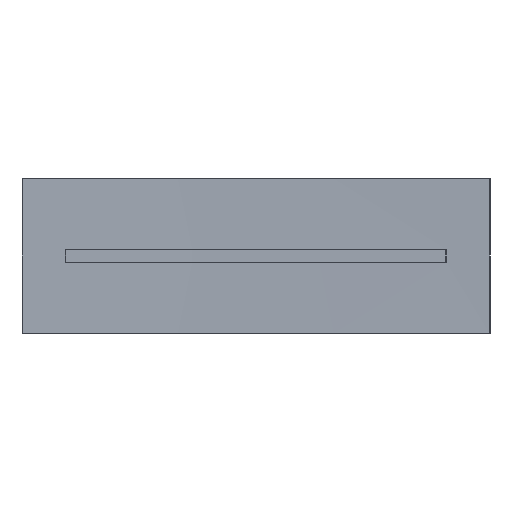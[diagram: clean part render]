
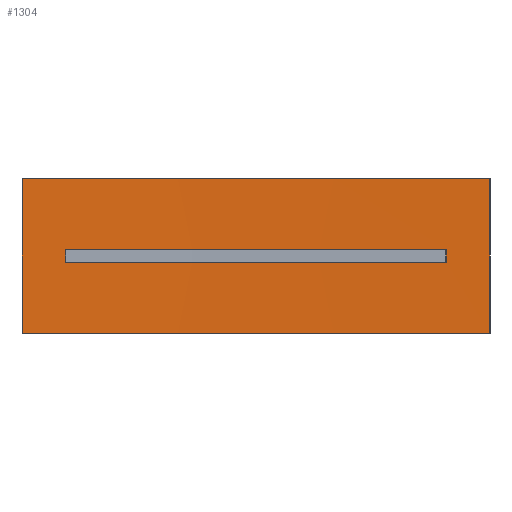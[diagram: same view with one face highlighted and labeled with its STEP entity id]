
A CAD part, front view. The second image highlights one B-rep face of the part: STEP entity #1304.
In plain terms, the highlighted cylindrical face has radius 1200 mm (diameter 2400 mm), a partial arc.
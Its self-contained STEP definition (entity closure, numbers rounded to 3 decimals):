
#49 = EDGE_LOOP ( 'NONE', ( #1277, #920, #1462, #1380 ) ) ;
#52 = EDGE_CURVE ( 'NONE', #498, #1367, #1209, .T. ) ;
#93 = EDGE_CURVE ( 'NONE', #537, #1195, #1180, .T. ) ;
#209 = VERTEX_POINT ( 'NONE', #478 ) ;
#235 = VERTEX_POINT ( 'NONE', #1072 ) ;
#284 = DIRECTION ( 'NONE',  ( 0., 0., -1. ) ) ;
#285 = CARTESIAN_POINT ( 'NONE',  ( -25., -0.26, 11.25 ) ) ;
#301 = CARTESIAN_POINT ( 'NONE',  ( -30.65, -0.391, 10.15 ) ) ;
#303 = EDGE_CURVE ( 'NONE', #209, #1285, #1074, .T. ) ;
#347 = EDGE_CURVE ( 'NONE', #498, #235, #1031, .T. ) ;
#363 = CARTESIAN_POINT ( 'NONE',  ( 30.65, -0.391, 10.15 ) ) ;
#367 = DIRECTION ( 'NONE',  ( 0., 0., -1. ) ) ;
#392 = CARTESIAN_POINT ( 'NONE',  ( 0., -1200., -10.15 ) ) ;
#393 = DIRECTION ( 'NONE',  ( -1., 0., 0. ) ) ;
#394 = DIRECTION ( 'NONE',  ( 0., 0., -1. ) ) ;
#442 = AXIS2_PLACEMENT_3D ( 'NONE', #617, #619, #609 ) ;
#463 = CARTESIAN_POINT ( 'NONE',  ( -25., -0.26, 0.85 ) ) ;
#476 = EDGE_CURVE ( 'NONE', #1285, #1195, #922, .T. ) ;
#478 = CARTESIAN_POINT ( 'NONE',  ( 25., -0.26, 0.85 ) ) ;
#495 = EDGE_CURVE ( 'NONE', #1367, #1295, #774, .T. ) ;
#498 = VERTEX_POINT ( 'NONE', #301 ) ;
#523 = CARTESIAN_POINT ( 'NONE',  ( 25., -0.26, 11.25 ) ) ;
#528 = CARTESIAN_POINT ( 'NONE',  ( -25., -0.26, -0.85 ) ) ;
#535 = ORIENTED_EDGE ( 'NONE', *, *, #476, .F. ) ;
#537 = VERTEX_POINT ( 'NONE', #901 ) ;
#608 = CARTESIAN_POINT ( 'NONE',  ( 30.65, -0.391, -10.15 ) ) ;
#609 = DIRECTION ( 'NONE',  ( -1., 0., 0. ) ) ;
#617 = CARTESIAN_POINT ( 'NONE',  ( 0., -1200., 10.15 ) ) ;
#619 = DIRECTION ( 'NONE',  ( 0., 0., -1. ) ) ;
#640 = CARTESIAN_POINT ( 'NONE',  ( 0., -1200., -0.85 ) ) ;
#665 = DIRECTION ( 'NONE',  ( 1., 0., 0. ) ) ;
#707 = EDGE_CURVE ( 'NONE', #235, #1295, #831, .T. ) ;
#722 = VECTOR ( 'NONE', #1485, 1000. ) ;
#724 = LINE ( 'NONE', #523, #722 ) ;
#733 = CYLINDRICAL_SURFACE ( 'NONE', #442, 1200. ) ;
#735 = FACE_BOUND ( 'NONE', #893, .T. ) ;
#741 = FACE_OUTER_BOUND ( 'NONE', #49, .T. ) ;
#749 = DIRECTION ( 'NONE',  ( 0., 0., -1. ) ) ;
#774 = CIRCLE ( 'NONE', #1029, 1200. ) ;
#826 = VECTOR ( 'NONE', #367, 1000. ) ;
#831 = LINE ( 'NONE', #363, #826 ) ;
#835 = AXIS2_PLACEMENT_3D ( 'NONE', #640, #941, #665 ) ;
#893 = EDGE_LOOP ( 'NONE', ( #535, #1389, #1282, #1128 ) ) ;
#895 = VECTOR ( 'NONE', #284, 1000. ) ;
#901 = CARTESIAN_POINT ( 'NONE',  ( 25., -0.26, -0.85 ) ) ;
#920 = ORIENTED_EDGE ( 'NONE', *, *, #707, .F. ) ;
#922 = LINE ( 'NONE', #285, #895 ) ;
#941 = DIRECTION ( 'NONE',  ( 0., 0., 1. ) ) ;
#1029 = AXIS2_PLACEMENT_3D ( 'NONE', #392, #394, #393 ) ;
#1031 = CIRCLE ( 'NONE', #1070, 1200. ) ;
#1070 = AXIS2_PLACEMENT_3D ( 'NONE', #1337, #1175, #1137 ) ;
#1072 = CARTESIAN_POINT ( 'NONE',  ( 30.65, -0.391, 10.15 ) ) ;
#1074 = CIRCLE ( 'NONE', #1117, 1200. ) ;
#1117 = AXIS2_PLACEMENT_3D ( 'NONE', #1144, #1317, #1445 ) ;
#1128 = ORIENTED_EDGE ( 'NONE', *, *, #93, .T. ) ;
#1137 = DIRECTION ( 'NONE',  ( -1., 0., 0. ) ) ;
#1144 = CARTESIAN_POINT ( 'NONE',  ( 0., -1200., 0.85 ) ) ;
#1175 = DIRECTION ( 'NONE',  ( 0., 0., -1. ) ) ;
#1180 = CIRCLE ( 'NONE', #835, 1200. ) ;
#1195 = VERTEX_POINT ( 'NONE', #528 ) ;
#1204 = VECTOR ( 'NONE', #749, 1000. ) ;
#1209 = LINE ( 'NONE', #1355, #1204 ) ;
#1277 = ORIENTED_EDGE ( 'NONE', *, *, #495, .T. ) ;
#1282 = ORIENTED_EDGE ( 'NONE', *, *, #1318, .T. ) ;
#1285 = VERTEX_POINT ( 'NONE', #463 ) ;
#1295 = VERTEX_POINT ( 'NONE', #608 ) ;
#1304 = ADVANCED_FACE ( 'NONE', ( #741, #735 ), #733, .F. ) ;
#1317 = DIRECTION ( 'NONE',  ( 0., 0., 1. ) ) ;
#1318 = EDGE_CURVE ( 'NONE', #209, #537, #724, .T. ) ;
#1337 = CARTESIAN_POINT ( 'NONE',  ( 0., -1200., 10.15 ) ) ;
#1355 = CARTESIAN_POINT ( 'NONE',  ( -30.65, -0.391, 10.15 ) ) ;
#1367 = VERTEX_POINT ( 'NONE', #1482 ) ;
#1380 = ORIENTED_EDGE ( 'NONE', *, *, #52, .T. ) ;
#1389 = ORIENTED_EDGE ( 'NONE', *, *, #303, .F. ) ;
#1445 = DIRECTION ( 'NONE',  ( 1., 0., 0. ) ) ;
#1462 = ORIENTED_EDGE ( 'NONE', *, *, #347, .F. ) ;
#1482 = CARTESIAN_POINT ( 'NONE',  ( -30.65, -0.391, -10.15 ) ) ;
#1485 = DIRECTION ( 'NONE',  ( 0., 0., -1. ) ) ;
